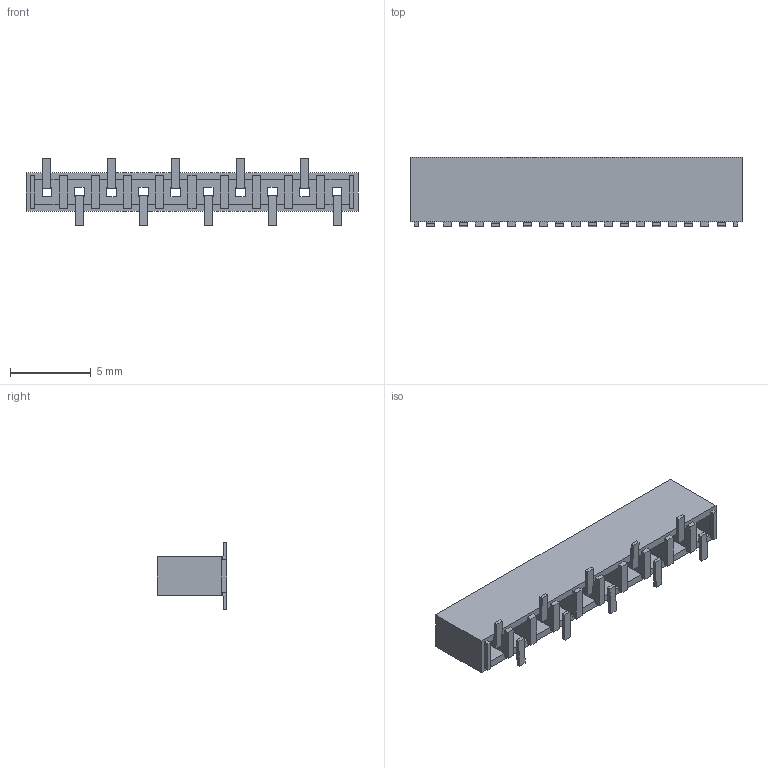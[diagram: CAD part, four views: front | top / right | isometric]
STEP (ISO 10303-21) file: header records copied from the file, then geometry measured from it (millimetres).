
FILE_DESCRIPTION (( 'STEP AP214' ), '1' );
FILE_NAME ('BF090-10-A-1-N.STEP', '2018-09-10T18:29:33', ( '' ), ( '' ), 'SwSTEP 2.0', 'SolidWorks 2018', '' );
FILE_SCHEMA (( 'AUTOMOTIVE_DESIGN' ));
Length unit declared in the file: millimetre
Products named in the file (4): BF090-10-A-1-N; BF090-10-A-1-N.STEP; BF090-10way-Insulator.STEP; BF090-Contact.STEP
Assembly tree (12 placements, depth 3):
  BF090-10-A-1-N
    BF090-10-A-1-N.STEP
      BF090-10way-Insulator.STEP
      BF090-Contact.STEP  x10
Bounding box: 20.6 x 4.3 x 4.2 mm (x, y, z)
Volume: 119.5 mm3; surface area: 543.4 mm2
Topology: 11 solids, 11 shells, 233 faces, 584 edges, 376 vertices
Faces by surface type: plane 233
Entity records: 5638 total; most frequent: CARTESIAN_POINT 975, ORIENTED_EDGE 952, DIRECTION 866, EDGE_CURVE 476, LINE 476, VECTOR 476, VERTEX_POINT 304, EDGE_LOOP 202
